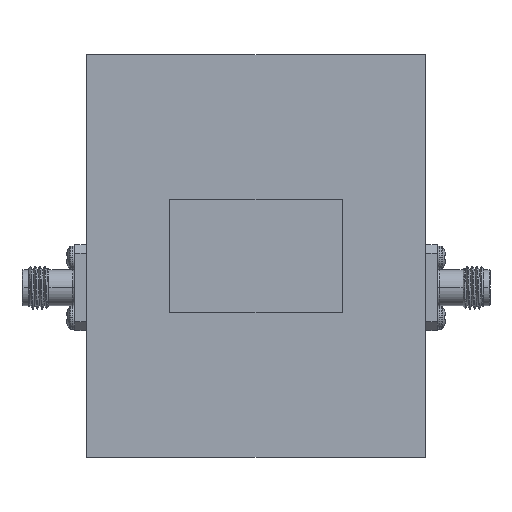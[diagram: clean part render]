
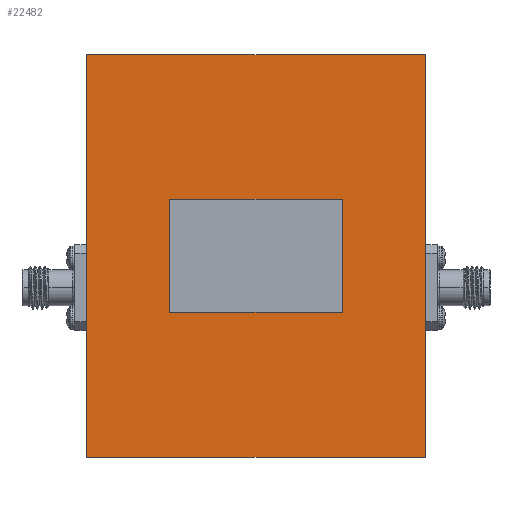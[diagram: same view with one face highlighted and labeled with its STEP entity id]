
A CAD part, top view. The second image highlights one B-rep face of the part: STEP entity #22482.
In plain terms, the highlighted planar face has unit normal (0, 0, 1).
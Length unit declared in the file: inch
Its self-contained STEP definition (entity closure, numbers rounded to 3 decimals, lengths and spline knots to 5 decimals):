
#233 = DIRECTION ( 'NONE',  ( 0., -1., 0. ) ) ;
#507 = VECTOR ( 'NONE', #4820, 39.37008 ) ;
#650 = DIRECTION ( 'NONE',  ( 0., 0., -1. ) ) ;
#1609 = VECTOR ( 'NONE', #16615, 39.37008 ) ;
#2204 = VERTEX_POINT ( 'NONE', #6894 ) ;
#2338 = VECTOR ( 'NONE', #26185, 39.37008 ) ;
#2504 = VERTEX_POINT ( 'NONE', #27077 ) ;
#2996 = CARTESIAN_POINT ( 'NONE',  ( 0.50246, 0.33037, 0.265 ) ) ;
#3011 = LINE ( 'NONE', #27218, #30936 ) ;
#3042 = LINE ( 'NONE', #29519, #12867 ) ;
#3110 = PLANE ( 'NONE',  #32870 ) ;
#3186 = CARTESIAN_POINT ( 'NONE',  ( -0.99, -1.175, 0.265 ) ) ;
#3465 = CARTESIAN_POINT ( 'NONE',  ( -0.99, 0., 0.265 ) ) ;
#3642 = ORIENTED_EDGE ( 'NONE', *, *, #9636, .T. ) ;
#4820 = DIRECTION ( 'NONE',  ( 0., -1., 0. ) ) ;
#5653 = LINE ( 'NONE', #3186, #34290 ) ;
#5741 = EDGE_CURVE ( 'NONE', #18545, #13642, #32220, .T. ) ;
#5908 = CARTESIAN_POINT ( 'NONE',  ( 0., 0., 0.265 ) ) ;
#5947 = EDGE_CURVE ( 'NONE', #28431, #20714, #28506, .T. ) ;
#6093 = VERTEX_POINT ( 'NONE', #32535 ) ;
#6248 = CARTESIAN_POINT ( 'NONE',  ( -0.99, -1.175, 0.265 ) ) ;
#6480 = CARTESIAN_POINT ( 'NONE',  ( -0.50246, -0.33037, 0.265 ) ) ;
#6894 = CARTESIAN_POINT ( 'NONE',  ( -0.99, -0.385, 0.265 ) ) ;
#7413 = CARTESIAN_POINT ( 'NONE',  ( -0.99, 1.175, 0.265 ) ) ;
#7649 = EDGE_CURVE ( 'NONE', #20714, #18545, #16913, .T. ) ;
#7835 = VECTOR ( 'NONE', #32977, 39.37008 ) ;
#8623 = DIRECTION ( 'NONE',  ( 1., 0., 0. ) ) ;
#8871 = LINE ( 'NONE', #6248, #30133 ) ;
#9636 = EDGE_CURVE ( 'NONE', #2204, #29379, #3042, .T. ) ;
#10375 = LINE ( 'NONE', #7413, #2338 ) ;
#10597 = ORIENTED_EDGE ( 'NONE', *, *, #14696, .T. ) ;
#10958 = VERTEX_POINT ( 'NONE', #17989 ) ;
#11259 = EDGE_CURVE ( 'NONE', #13642, #28431, #11462, .T. ) ;
#11342 = DIRECTION ( 'NONE',  ( 0., -1., 0. ) ) ;
#11462 = LINE ( 'NONE', #11628, #17406 ) ;
#11628 = CARTESIAN_POINT ( 'NONE',  ( -0.50246, 0.33037, 0.265 ) ) ;
#12034 = ORIENTED_EDGE ( 'NONE', *, *, #5947, .F. ) ;
#12236 = CARTESIAN_POINT ( 'NONE',  ( 0.99, -1.175, 0.265 ) ) ;
#12867 = VECTOR ( 'NONE', #233, 39.37008 ) ;
#12997 = EDGE_CURVE ( 'NONE', #2504, #10958, #10375, .T. ) ;
#13529 = DIRECTION ( 'NONE',  ( 0., 1., 0. ) ) ;
#13637 = CARTESIAN_POINT ( 'NONE',  ( -0.99, 0.015, 0.265 ) ) ;
#13642 = VERTEX_POINT ( 'NONE', #2996 ) ;
#13944 = DIRECTION ( 'NONE',  ( -1., 0., 0. ) ) ;
#14058 = CARTESIAN_POINT ( 'NONE',  ( 0.99, -1.175, 0.265 ) ) ;
#14115 = CARTESIAN_POINT ( 'NONE',  ( -0.50246, -0.33037, 0.265 ) ) ;
#14696 = EDGE_CURVE ( 'NONE', #29379, #21225, #5653, .T. ) ;
#15673 = VECTOR ( 'NONE', #24666, 39.37008 ) ;
#15965 = LINE ( 'NONE', #3465, #28445 ) ;
#16146 = DIRECTION ( 'NONE',  ( 0., -1., 0. ) ) ;
#16615 = DIRECTION ( 'NONE',  ( 0., 1., 0. ) ) ;
#16913 = LINE ( 'NONE', #14115, #15673 ) ;
#17175 = EDGE_CURVE ( 'NONE', #21668, #2204, #15965, .T. ) ;
#17406 = VECTOR ( 'NONE', #13944, 39.37008 ) ;
#17507 = DIRECTION ( 'NONE',  ( 0., 1., 0. ) ) ;
#17989 = CARTESIAN_POINT ( 'NONE',  ( -0.99, 1.175, 0.265 ) ) ;
#18188 = CARTESIAN_POINT ( 'NONE',  ( 0.99, 0., 0.265 ) ) ;
#18513 = VECTOR ( 'NONE', #17507, 39.37008 ) ;
#18545 = VERTEX_POINT ( 'NONE', #23722 ) ;
#18909 = CARTESIAN_POINT ( 'NONE',  ( 0.50246, -0.33037, 0.265 ) ) ;
#19257 = FACE_BOUND ( 'NONE', #20767, .T. ) ;
#19550 = ORIENTED_EDGE ( 'NONE', *, *, #17175, .T. ) ;
#19666 = VERTEX_POINT ( 'NONE', #27253 ) ;
#19864 = EDGE_CURVE ( 'NONE', #19666, #2504, #3011, .T. ) ;
#20714 = VERTEX_POINT ( 'NONE', #6480 ) ;
#20767 = EDGE_LOOP ( 'NONE', ( #34508, #27660, #12034, #24513 ) ) ;
#20833 = LINE ( 'NONE', #18188, #18513 ) ;
#21070 = ORIENTED_EDGE ( 'NONE', *, *, #19864, .T. ) ;
#21225 = VERTEX_POINT ( 'NONE', #12236 ) ;
#21668 = VERTEX_POINT ( 'NONE', #13637 ) ;
#21774 = EDGE_CURVE ( 'NONE', #10958, #21668, #8871, .T. ) ;
#22482 = ADVANCED_FACE ( 'NONE', ( #29775, #19257 ), #3110, .F. ) ;
#22873 = ORIENTED_EDGE ( 'NONE', *, *, #21774, .T. ) ;
#23097 = ORIENTED_EDGE ( 'NONE', *, *, #12997, .T. ) ;
#23722 = CARTESIAN_POINT ( 'NONE',  ( 0.50246, -0.33037, 0.265 ) ) ;
#24513 = ORIENTED_EDGE ( 'NONE', *, *, #11259, .F. ) ;
#24666 = DIRECTION ( 'NONE',  ( 1., 0., 0. ) ) ;
#25219 = ORIENTED_EDGE ( 'NONE', *, *, #27731, .T. ) ;
#25561 = CARTESIAN_POINT ( 'NONE',  ( -0.50246, 0.33037, 0.265 ) ) ;
#26185 = DIRECTION ( 'NONE',  ( -1., 0., 0. ) ) ;
#26234 = CARTESIAN_POINT ( 'NONE',  ( -0.50246, -0.33037, 0.265 ) ) ;
#27077 = CARTESIAN_POINT ( 'NONE',  ( 0.99, 1.175, 0.265 ) ) ;
#27218 = CARTESIAN_POINT ( 'NONE',  ( 0.99, -1.175, 0.265 ) ) ;
#27253 = CARTESIAN_POINT ( 'NONE',  ( 0.99, 0.015, 0.265 ) ) ;
#27655 = DIRECTION ( 'NONE',  ( 0., -1., 0. ) ) ;
#27660 = ORIENTED_EDGE ( 'NONE', *, *, #7649, .F. ) ;
#27731 = EDGE_CURVE ( 'NONE', #21225, #6093, #32801, .T. ) ;
#28431 = VERTEX_POINT ( 'NONE', #25561 ) ;
#28445 = VECTOR ( 'NONE', #16146, 39.37008 ) ;
#28506 = LINE ( 'NONE', #26234, #507 ) ;
#28632 = EDGE_CURVE ( 'NONE', #6093, #19666, #20833, .T. ) ;
#29379 = VERTEX_POINT ( 'NONE', #29399 ) ;
#29399 = CARTESIAN_POINT ( 'NONE',  ( -0.99, -1.175, 0.265 ) ) ;
#29519 = CARTESIAN_POINT ( 'NONE',  ( -0.99, -1.175, 0.265 ) ) ;
#29693 = ORIENTED_EDGE ( 'NONE', *, *, #28632, .T. ) ;
#29775 = FACE_OUTER_BOUND ( 'NONE', #31248, .T. ) ;
#30133 = VECTOR ( 'NONE', #27655, 39.37008 ) ;
#30936 = VECTOR ( 'NONE', #13529, 39.37008 ) ;
#31248 = EDGE_LOOP ( 'NONE', ( #22873, #19550, #3642, #10597, #25219, #29693, #21070, #23097 ) ) ;
#32220 = LINE ( 'NONE', #18909, #1609 ) ;
#32535 = CARTESIAN_POINT ( 'NONE',  ( 0.99, -0.385, 0.265 ) ) ;
#32801 = LINE ( 'NONE', #14058, #7835 ) ;
#32870 = AXIS2_PLACEMENT_3D ( 'NONE', #5908, #650, #11342 ) ;
#32977 = DIRECTION ( 'NONE',  ( 0., 1., 0. ) ) ;
#34290 = VECTOR ( 'NONE', #8623, 39.37008 ) ;
#34508 = ORIENTED_EDGE ( 'NONE', *, *, #5741, .F. ) ;
